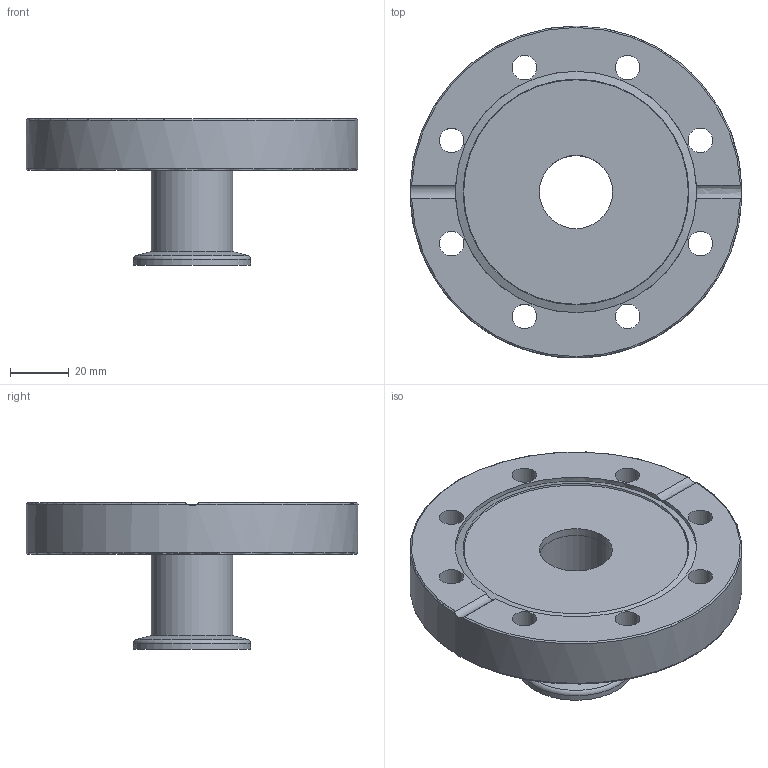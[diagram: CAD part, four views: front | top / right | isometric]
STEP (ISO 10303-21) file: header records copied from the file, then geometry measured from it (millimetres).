
FILE_DESCRIPTION((''),'2;1');
FILE_NAME('KA6325.stp','2008-05-09T14:58:33',('hasers'),(''),'Autodesk Inventor 2008','Autodesk Inventor 2008','');
FILE_SCHEMA(('AUTOMOTIVE_DESIGN { 1 0 10303 214 1 1 1 1 }'));
Length unit declared in the file: millimetre
Products named in the file (4): KA6325; CF [Title [Summary]=F63 (VACOM)]_1; KF [Category [Summary]=304 (_FS) 1.4301][Title [Summary]=KF25B28-304]; Rohre [Subject [Summary]=normal][Keywords [Summary]=1.4301][Title [Summary]=28x1,5 (0,5m)]_2
Assembly tree (3 placements, depth 2):
  KA6325
    CF [Title [Summary]=F63 (VACOM)]_1
    KF [Category [Summary]=304 (_FS) 1.4301][Title [Summary]=KF25B28-304]
    Rohre [Subject [Summary]=normal][Keywords [Summary]=1.4301][Title [Summary]=28x1,5 (0,5m)]_2
Bounding box: 113.5 x 113.5 x 50 mm (x, y, z)
Volume: 161091.9 mm3; surface area: 39722.1 mm2
Topology: 3 solids, 3 shells, 38 faces, 92 edges, 62 vertices
Faces by surface type: bspline 15, plane 8, cylinder 7, torus 4, cone 4
Full cylindrical faces by diameter (mm): 25 x1, 26.2 x1, 28 x1, 40 x1, 82.5 x1, 113.5 x1
Entity records: 1362 total; most frequent: CARTESIAN_POINT 496, DIRECTION 154, ORIENTED_EDGE 114, EDGE_LOOP 86, AXIS2_PLACEMENT_3D 75, EDGE_CURVE 57, VERTEX_POINT 51, FACE_BOUND 48
